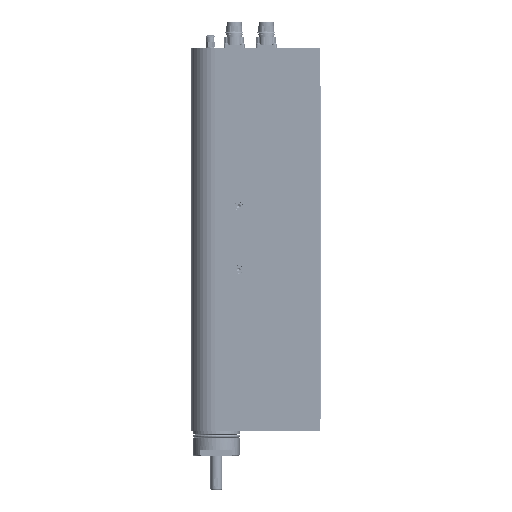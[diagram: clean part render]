
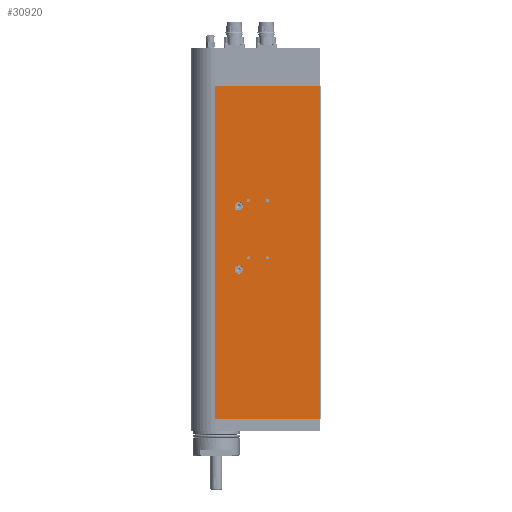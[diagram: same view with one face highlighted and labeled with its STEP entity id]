
A CAD part, front view. The second image highlights one B-rep face of the part: STEP entity #30920.
In plain terms, the highlighted planar face has unit normal (0, -1, 0).
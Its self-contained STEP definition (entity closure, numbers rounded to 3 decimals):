
#2163 = DIRECTION ( 'NONE',  ( 0., 0., -1. ) ) ;
#2545 = EDGE_CURVE ( 'NONE', #11686, #11686, #68863, .T. ) ;
#3526 = CARTESIAN_POINT ( 'NONE',  ( -42.5, -25., 0. ) ) ;
#4487 = VERTEX_POINT ( 'NONE', #35906 ) ;
#6942 = DIRECTION ( 'NONE',  ( 0., -1., 0. ) ) ;
#7896 = DIRECTION ( 'NONE',  ( 0., 0., 1. ) ) ;
#8977 = CARTESIAN_POINT ( 'NONE',  ( -8., -25., 166.35 ) ) ;
#9951 = VERTEX_POINT ( 'NONE', #8977 ) ;
#11686 = VERTEX_POINT ( 'NONE', #19219 ) ;
#12853 = ORIENTED_EDGE ( 'NONE', *, *, #56606, .F. ) ;
#12928 = AXIS2_PLACEMENT_3D ( 'NONE', #75771, #90784, #63115 ) ;
#14415 = CARTESIAN_POINT ( 'NONE',  ( -67.5, -25., 347. ) ) ;
#14477 = EDGE_LOOP ( 'NONE', ( #12853 ) ) ;
#14950 = VECTOR ( 'NONE', #50242, 1000. ) ;
#16982 = AXIS2_PLACEMENT_3D ( 'NONE', #38144, #46145, #37656 ) ;
#19175 = EDGE_CURVE ( 'NONE', #47478, #47478, #45584, .T. ) ;
#19219 = CARTESIAN_POINT ( 'NONE',  ( -18., -25., 217.6 ) ) ;
#19826 = CIRCLE ( 'NONE', #54959, 1.65 ) ;
#20244 = DIRECTION ( 'NONE',  ( 1., 0., 0. ) ) ;
#21709 = LINE ( 'NONE', #97208, #45659 ) ;
#26526 = CIRCLE ( 'NONE', #16982, 4.4 ) ;
#26584 = CARTESIAN_POINT ( 'NONE',  ( -42.5, -25., 347. ) ) ;
#27482 = ORIENTED_EDGE ( 'NONE', *, *, #40319, .T. ) ;
#27787 = CARTESIAN_POINT ( 'NONE',  ( 12., -25., 228. ) ) ;
#28273 = VERTEX_POINT ( 'NONE', #44846 ) ;
#29339 = ORIENTED_EDGE ( 'NONE', *, *, #53853, .F. ) ;
#30604 = DIRECTION ( 'NONE',  ( 1., 0., 0. ) ) ;
#30920 = ADVANCED_FACE ( 'NONE', ( #76384, #44924, #51925, #66928, #82413, #90920, #97918 ), #68427, .F. ) ;
#31191 = EDGE_LOOP ( 'NONE', ( #94911 ) ) ;
#31622 = DIRECTION ( 'NONE',  ( 0., -1., 0. ) ) ;
#34731 = CARTESIAN_POINT ( 'NONE',  ( 67., -25., 347. ) ) ;
#35285 = VERTEX_POINT ( 'NONE', #3526 ) ;
#35906 = CARTESIAN_POINT ( 'NONE',  ( -18., -25., 151.6 ) ) ;
#37656 = DIRECTION ( 'NONE',  ( 0., 0., -1. ) ) ;
#38144 = CARTESIAN_POINT ( 'NONE',  ( -18., -25., 156. ) ) ;
#38192 = EDGE_LOOP ( 'NONE', ( #65862 ) ) ;
#40254 = DIRECTION ( 'NONE',  ( 0., 0., -1. ) ) ;
#40319 = EDGE_CURVE ( 'NONE', #64286, #35285, #66414, .T. ) ;
#41689 = VECTOR ( 'NONE', #81902, 1000. ) ;
#41746 = ORIENTED_EDGE ( 'NONE', *, *, #45384, .T. ) ;
#42191 = VECTOR ( 'NONE', #30604, 1000. ) ;
#42330 = DIRECTION ( 'NONE',  ( 0., -1., 0. ) ) ;
#44846 = CARTESIAN_POINT ( 'NONE',  ( 67., -25., 0. ) ) ;
#44924 = FACE_BOUND ( 'NONE', #59479, .T. ) ;
#45384 = EDGE_CURVE ( 'NONE', #35285, #28273, #21709, .T. ) ;
#45584 = CIRCLE ( 'NONE', #69577, 1.65 ) ;
#45659 = VECTOR ( 'NONE', #20244, 1000. ) ;
#45776 = CARTESIAN_POINT ( 'NONE',  ( -18., -25., 222. ) ) ;
#46085 = ORIENTED_EDGE ( 'NONE', *, *, #64185, .F. ) ;
#46145 = DIRECTION ( 'NONE',  ( 0., -1., 0. ) ) ;
#47478 = VERTEX_POINT ( 'NONE', #77462 ) ;
#48133 = CARTESIAN_POINT ( 'NONE',  ( -8., -25., 168. ) ) ;
#48829 = CIRCLE ( 'NONE', #60022, 1.65 ) ;
#50242 = DIRECTION ( 'NONE',  ( 0., 0., 1. ) ) ;
#51925 = FACE_BOUND ( 'NONE', #38192, .T. ) ;
#53427 = DIRECTION ( 'NONE',  ( 0., 0., -1. ) ) ;
#53853 = EDGE_CURVE ( 'NONE', #9951, #9951, #19826, .T. ) ;
#54857 = VERTEX_POINT ( 'NONE', #55361 ) ;
#54959 = AXIS2_PLACEMENT_3D ( 'NONE', #48133, #31622, #2163 ) ;
#55361 = CARTESIAN_POINT ( 'NONE',  ( -8., -25., 226.35 ) ) ;
#55946 = EDGE_CURVE ( 'NONE', #88916, #88916, #48829, .T. ) ;
#56145 = ORIENTED_EDGE ( 'NONE', *, *, #88147, .T. ) ;
#56606 = EDGE_CURVE ( 'NONE', #4487, #4487, #26526, .T. ) ;
#58625 = CARTESIAN_POINT ( 'NONE',  ( 67., -25., 347. ) ) ;
#59479 = EDGE_LOOP ( 'NONE', ( #46085 ) ) ;
#60022 = AXIS2_PLACEMENT_3D ( 'NONE', #27787, #42330, #73322 ) ;
#62576 = ORIENTED_EDGE ( 'NONE', *, *, #55946, .F. ) ;
#62747 = DIRECTION ( 'NONE',  ( 0., -1., 0. ) ) ;
#63115 = DIRECTION ( 'NONE',  ( 0., 0., -1. ) ) ;
#64185 = EDGE_CURVE ( 'NONE', #54857, #54857, #76822, .T. ) ;
#64286 = VERTEX_POINT ( 'NONE', #26584 ) ;
#65706 = LINE ( 'NONE', #34731, #14950 ) ;
#65862 = ORIENTED_EDGE ( 'NONE', *, *, #19175, .F. ) ;
#66414 = LINE ( 'NONE', #96917, #41689 ) ;
#66928 = FACE_BOUND ( 'NONE', #88645, .T. ) ;
#67650 = LINE ( 'NONE', #84594, #42191 ) ;
#67653 = EDGE_LOOP ( 'NONE', ( #29339 ) ) ;
#68427 = PLANE ( 'NONE',  #90020 ) ;
#68863 = CIRCLE ( 'NONE', #86412, 4.4 ) ;
#68901 = DIRECTION ( 'NONE',  ( 0., 1., 0. ) ) ;
#68930 = CARTESIAN_POINT ( 'NONE',  ( 12., -25., 168. ) ) ;
#69088 = EDGE_LOOP ( 'NONE', ( #41746, #56145, #94458, #27482 ) ) ;
#69577 = AXIS2_PLACEMENT_3D ( 'NONE', #68930, #6942, #53427 ) ;
#73322 = DIRECTION ( 'NONE',  ( 0., 0., -1. ) ) ;
#74398 = CARTESIAN_POINT ( 'NONE',  ( 12., -25., 226.35 ) ) ;
#75771 = CARTESIAN_POINT ( 'NONE',  ( -8., -25., 228. ) ) ;
#76384 = FACE_BOUND ( 'NONE', #67653, .T. ) ;
#76822 = CIRCLE ( 'NONE', #12928, 1.65 ) ;
#77462 = CARTESIAN_POINT ( 'NONE',  ( 12., -25., 166.35 ) ) ;
#81902 = DIRECTION ( 'NONE',  ( 0., 0., -1. ) ) ;
#82413 = FACE_BOUND ( 'NONE', #31191, .T. ) ;
#84594 = CARTESIAN_POINT ( 'NONE',  ( -67.5, -25., 347. ) ) ;
#84805 = VERTEX_POINT ( 'NONE', #58625 ) ;
#86412 = AXIS2_PLACEMENT_3D ( 'NONE', #45776, #62747, #40254 ) ;
#88147 = EDGE_CURVE ( 'NONE', #28273, #84805, #65706, .T. ) ;
#88645 = EDGE_LOOP ( 'NONE', ( #62576 ) ) ;
#88916 = VERTEX_POINT ( 'NONE', #74398 ) ;
#90020 = AXIS2_PLACEMENT_3D ( 'NONE', #14415, #68901, #7896 ) ;
#90784 = DIRECTION ( 'NONE',  ( 0., -1., 0. ) ) ;
#90863 = EDGE_CURVE ( 'NONE', #64286, #84805, #67650, .T. ) ;
#90920 = FACE_BOUND ( 'NONE', #14477, .T. ) ;
#94458 = ORIENTED_EDGE ( 'NONE', *, *, #90863, .F. ) ;
#94911 = ORIENTED_EDGE ( 'NONE', *, *, #2545, .F. ) ;
#96917 = CARTESIAN_POINT ( 'NONE',  ( -42.5, -25., 347. ) ) ;
#97208 = CARTESIAN_POINT ( 'NONE',  ( -67.5, -25., 0. ) ) ;
#97918 = FACE_OUTER_BOUND ( 'NONE', #69088, .T. ) ;
